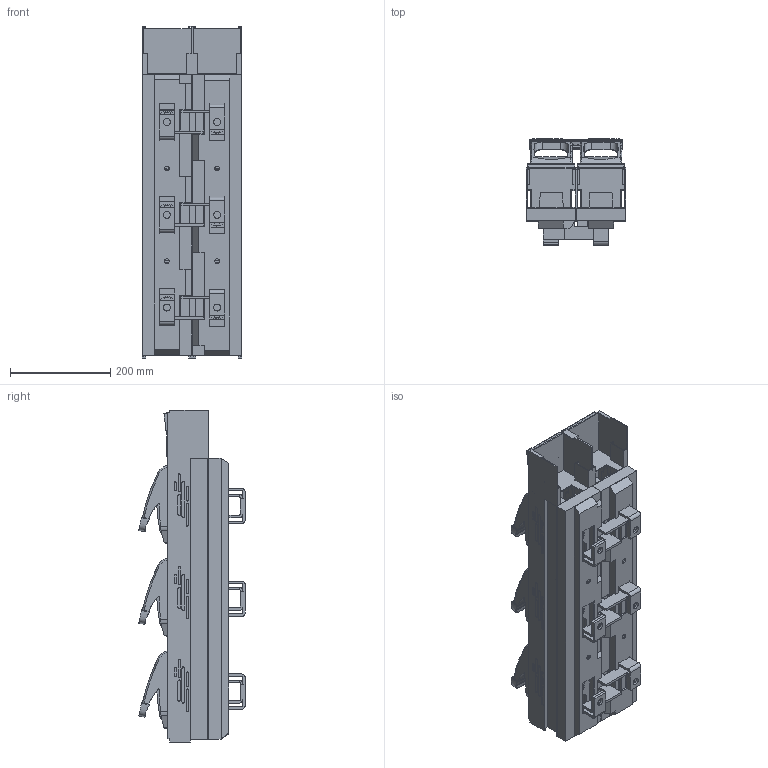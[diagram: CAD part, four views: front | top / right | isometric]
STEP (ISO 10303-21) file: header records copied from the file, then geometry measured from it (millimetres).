
FILE_DESCRIPTION(/* description */ (''),/* implementation_level */ '2;1');
FILE_NAME(/* name */ '1.stp',/* time_stamp */ '2016-06-23T10:01:03+08:00',/* author */ (''),/* organization */ (''),/* preprocessor_version */ 'ST-DEVELOPER v16',/* originating_system */ 'SIEMENS PLM Software NX 10.0',/* authorisation */ '');
FILE_SCHEMA (('AUTOMOTIVE_DESIGN { 1 0 10303 214 3 1 1 1 }'));
Products named in the file (1): 1
Bounding box: 198.99 x 211.99 x 662 mm (x, y, z)
Volume: 3090778.1 mm3; surface area: 1744713.8 mm2
Topology: 19 solids, 37 shells, 2115 faces, 5979 edges, 3960 vertices
Faces by surface type: plane 1408, cylinder 510, extrusion 143, bspline 30, torus 24
Full cylindrical faces by diameter (mm): 9.4 x4, 14 x6, 18 x6, 40 x6, 44 x6
Entity records: 75564 total; most frequent: CARTESIAN_POINT 20169, ORIENTED_EDGE 11902, DIRECTION 10230, EDGE_CURVE 5951, VECTOR 4364, LINE 4221, VERTEX_POINT 3960, AXIS2_PLACEMENT_3D 2933
